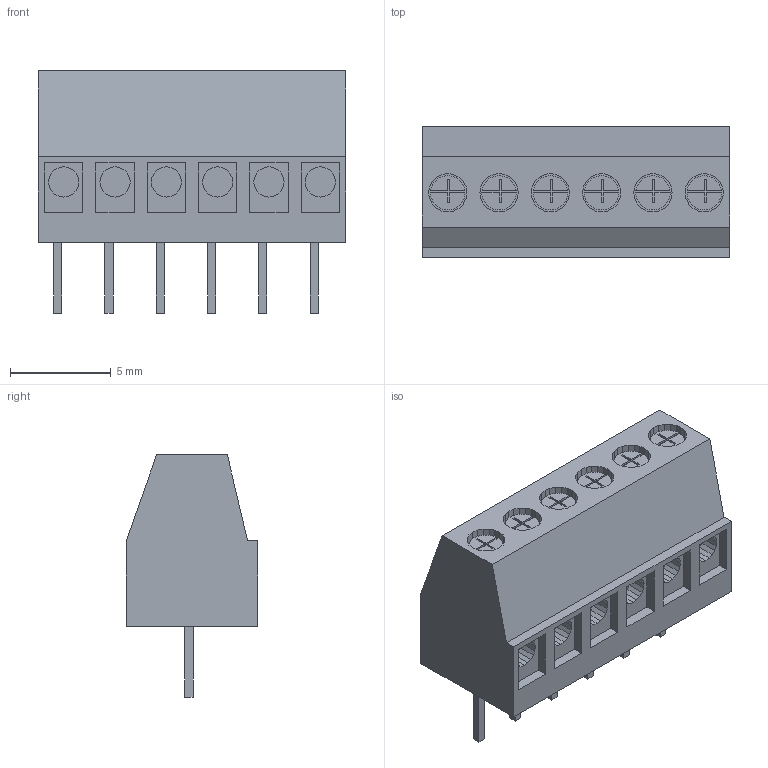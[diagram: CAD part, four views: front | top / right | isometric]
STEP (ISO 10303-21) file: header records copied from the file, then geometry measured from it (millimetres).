
FILE_DESCRIPTION(('FreeCAD Model'),'2;1');
FILE_NAME('TerminalBlock_1x06_P2.54mm_Horizontal.step', '2020-11-04T19:26:15',('kicad StepUp'),('ksu MCAD'), 'Open CASCADE STEP processor 7.4','FreeCAD','Unknown');
FILE_SCHEMA(('AUTOMOTIVE_DESIGN { 1 0 10303 214 1 1 1 1 }'));
Length unit declared in the file: millimetre
Products named in the file (1): TerminalBlock_1x06_P2.54mm_Horizontal
Bounding box: 15.24 x 6.5 x 12 mm (x, y, z)
Volume: 683.9 mm3; surface area: 777.5 mm2
Topology: 13 solids, 25 shells, 921 faces, 2541 edges, 1694 vertices
Faces by surface type: plane 921
Entity records: 35107 total; most frequent: CARTESIAN_POINT 5157, ORIENTED_EDGE 5082, DIRECTION 4385, EDGE_CURVE 2541, LINE 2541, VECTOR 2541, VERTEX_POINT 1694, FACE_BOUND 945
